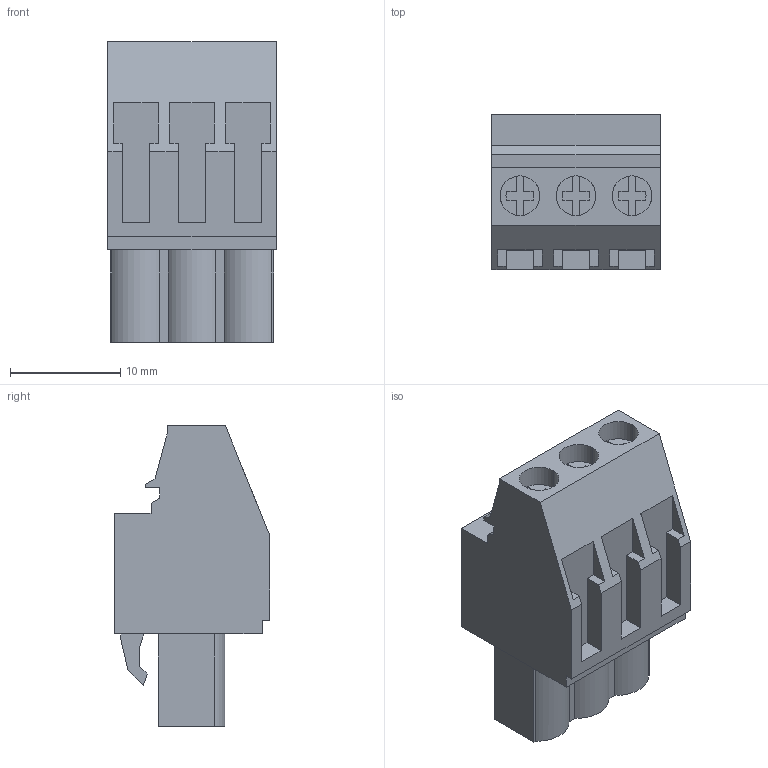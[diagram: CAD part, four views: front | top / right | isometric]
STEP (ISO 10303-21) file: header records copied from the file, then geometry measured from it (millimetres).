
FILE_DESCRIPTION(('CATIA V5 STEP','CAx-IF Rec.Pracs.--- Model Styling and Organization---1.2---2011-12-15'),'2;1');
FILE_NAME ('D1467915_0_1948250000_1948250000.stp','2017-09-08T10:32:02+00:00',('none'),('Weidmueller'),'CATIA Version 5-6 Release 2014','CATIA V5 STEP AP214','none');
FILE_SCHEMA(('AUTOMOTIVE_DESIGN { 1 0 10303 214 1 1 1 1 }'));
Length unit declared in the file: millimetre
Products named in the file (1): 1948250000
Bounding box: 15.24 x 14.1 x 27.2 mm (x, y, z)
Volume: 3478.7 mm3; surface area: 2451.2 mm2
Topology: 4 solids, 4 shells, 223 faces, 604 edges, 404 vertices
Faces by surface type: plane 196, cylinder 25, extrusion 2
Entity records: 6708 total; most frequent: ORIENTED_EDGE 1208, CARTESIAN_POINT 1197, DIRECTION 974, EDGE_CURVE 604, VECTOR 540, LINE 538, VERTEX_POINT 404, AXIS2_PLACEMENT_3D 249
